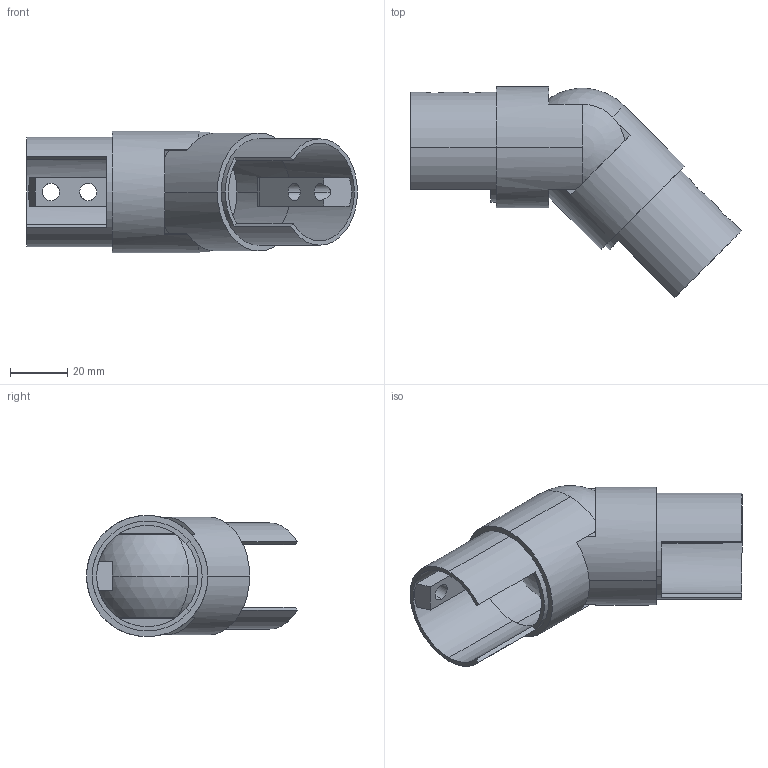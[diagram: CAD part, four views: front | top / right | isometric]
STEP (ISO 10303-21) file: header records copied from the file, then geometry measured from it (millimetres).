
FILE_DESCRIPTION (( 'STEP AP203' ), '1' );
FILE_NAME ('3D_GN6034_42.4_188461720.STEP', '2024-11-14T11:55:33', ( '' ), ( '' ), 'SwSTEP 2.0', 'SolidWorks 2023', '' );
FILE_SCHEMA (( 'CONFIG_CONTROL_DESIGN' ));
Length unit declared in the file: millimetre
Products named in the file (1): 3D_GN6034_42.4_188461720
Bounding box: 115.58 x 73.7 x 42.4 mm (x, y, z)
Volume: 43112.7 mm3; surface area: 31910.2 mm2
Topology: 1 solids, 1 shells, 77 faces, 249 edges, 161 vertices
Faces by surface type: plane 35, cylinder 28, bspline 8, sphere 6
Entity records: 8240 total; most frequent: CARTESIAN_POINT 5976, ORIENTED_EDGE 494, DIRECTION 439, EDGE_CURVE 247, VERTEX_POINT 161, AXIS2_PLACEMENT_3D 160, VECTOR 119, LINE 119
